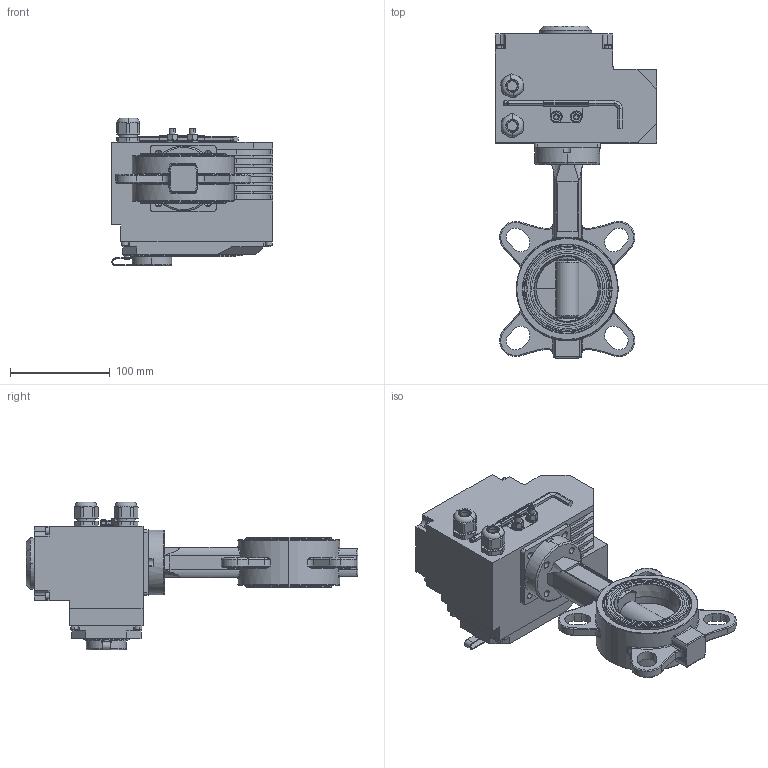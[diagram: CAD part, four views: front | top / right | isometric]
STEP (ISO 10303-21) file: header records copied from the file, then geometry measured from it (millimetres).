
FILE_DESCRIPTION (( 'STEP AP203' ), '1' );
FILE_NAME ('J9_DN65_AOX.STEP', '2023-02-17T08:24:23', ( '' ), ( '' ), 'SwSTEP 2.0', 'SolidWorks 2017', '' );
FILE_SCHEMA (( 'CONFIG_CONTROL_DESIGN' ));
Length unit declared in the file: millimetre
Products named in the file (1): J9_DN65_AOX
Bounding box: 161.5 x 332 x 148 mm (x, y, z)
Volume: 2069612.3 mm3; surface area: 180983.7 mm2
Topology: 1 solids, 4 shells, 991 faces, 2508 edges, 1531 vertices
Faces by surface type: plane 434, cylinder 254, cone 134, torus 117, bspline 45, sphere 7
Entity records: 32250 total; most frequent: CARTESIAN_POINT 8733, DIRECTION 4927, ORIENTED_EDGE 4910, EDGE_CURVE 2455, AXIS2_PLACEMENT_3D 1840, VERTEX_POINT 1531, VECTOR 1247, LINE 1247
